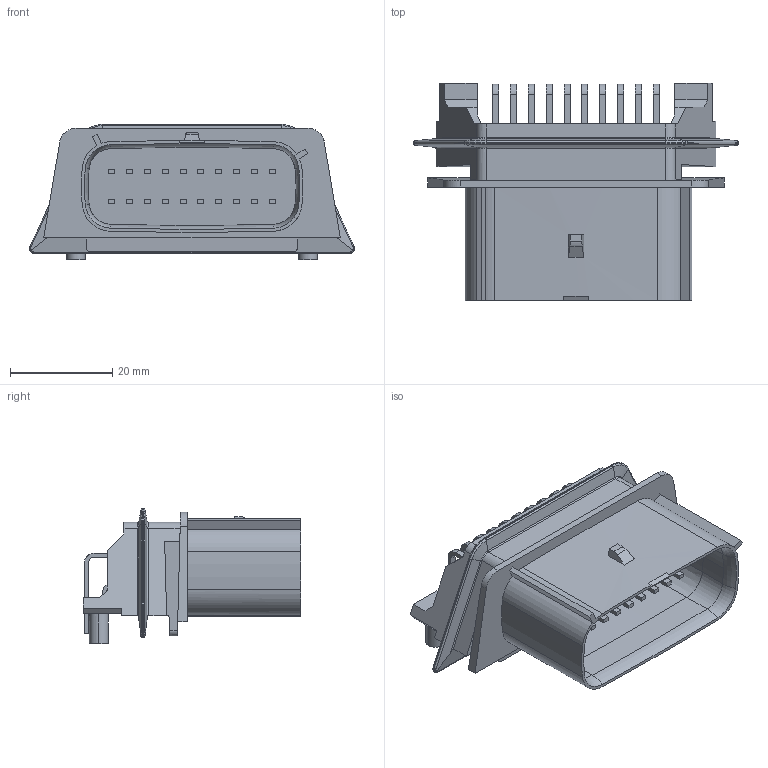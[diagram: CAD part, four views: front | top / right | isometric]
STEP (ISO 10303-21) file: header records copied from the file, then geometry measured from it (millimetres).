
FILE_DESCRIPTION (( 'STEP AP214' ), '1' );
FILE_NAME ('348302002.STEP', '2021-04-16T16:11:57', ( '' ), ( '' ), 'SwSTEP 2.0', 'SolidWorks 2018', '' );
FILE_SCHEMA (( 'AUTOMOTIVE_DESIGN' ));
Length unit declared in the file: millimetre
Products named in the file (1): 348302002
Bounding box: 63.69 x 42.56 x 26.49 mm (x, y, z)
Volume: 12515.4 mm3; surface area: 14172.8 mm2
Topology: 1 solids, 1 shells, 580 faces, 1549 edges, 1016 vertices
Faces by surface type: plane 402, cylinder 133, bspline 16, torus 16, cone 13
Entity records: 19371 total; most frequent: CARTESIAN_POINT 5230, ORIENTED_EDGE 3098, DIRECTION 2659, EDGE_CURVE 1549, VECTOR 1185, LINE 1185, VERTEX_POINT 1016, AXIS2_PLACEMENT_3D 737
